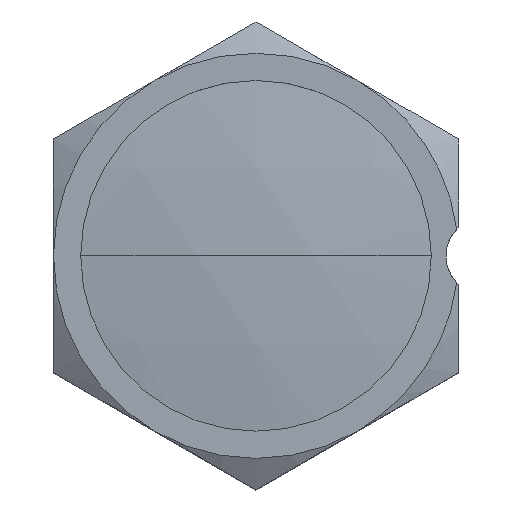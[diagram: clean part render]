
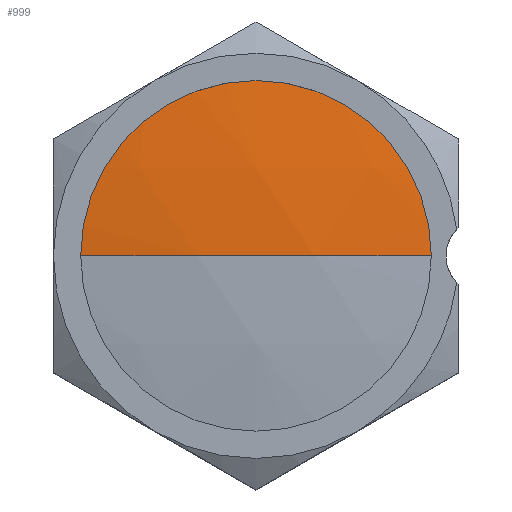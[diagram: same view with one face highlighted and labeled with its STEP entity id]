
A CAD part, top view. The second image highlights one B-rep face of the part: STEP entity #999.
In plain terms, the highlighted spherical face has radius 48.206 mm.
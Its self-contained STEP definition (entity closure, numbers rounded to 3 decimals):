
#41 = DIRECTION ( 'NONE',  ( -1., 0., 0. ) ) ;
#111 = DIRECTION ( 'NONE',  ( 0., 1., 0. ) ) ;
#121 = DIRECTION ( 'NONE',  ( 1., 0., 0. ) ) ;
#172 = CARTESIAN_POINT ( 'NONE',  ( 0., 0., 6.925 ) ) ;
#223 = AXIS2_PLACEMENT_3D ( 'NONE', #854, #111, #978 ) ;
#230 = ORIENTED_EDGE ( 'NONE', *, *, #1422, .T. ) ;
#358 = SPHERICAL_SURFACE ( 'NONE', #560, 48.206 ) ;
#368 = CARTESIAN_POINT ( 'NONE',  ( 47.706, 0., 0. ) ) ;
#396 = FACE_OUTER_BOUND ( 'NONE', #1409, .T. ) ;
#524 = CARTESIAN_POINT ( 'NONE',  ( 0., 0., -6.925 ) ) ;
#560 = AXIS2_PLACEMENT_3D ( 'NONE', #368, #1482, #121 ) ;
#582 = AXIS2_PLACEMENT_3D ( 'NONE', #783, #41, #917 ) ;
#783 = CARTESIAN_POINT ( 'NONE',  ( 0., 0., 0. ) ) ;
#854 = CARTESIAN_POINT ( 'NONE',  ( 47.706, 0., 0. ) ) ;
#917 = DIRECTION ( 'NONE',  ( 0., 0., 1. ) ) ;
#920 = EDGE_CURVE ( 'NONE', #1370, #1112, #1093, .T. ) ;
#978 = DIRECTION ( 'NONE',  ( -1., 0., 0. ) ) ;
#999 = ADVANCED_FACE ( 'NONE', ( #396 ), #358, .T. ) ;
#1042 = ORIENTED_EDGE ( 'NONE', *, *, #920, .F. ) ;
#1061 = CIRCLE ( 'NONE', #582, 6.925 ) ;
#1093 = CIRCLE ( 'NONE', #223, 48.206 ) ;
#1112 = VERTEX_POINT ( 'NONE', #172 ) ;
#1370 = VERTEX_POINT ( 'NONE', #524 ) ;
#1409 = EDGE_LOOP ( 'NONE', ( #1042, #230 ) ) ;
#1422 = EDGE_CURVE ( 'NONE', #1370, #1112, #1061, .T. ) ;
#1482 = DIRECTION ( 'NONE',  ( 0., 1., 0. ) ) ;
